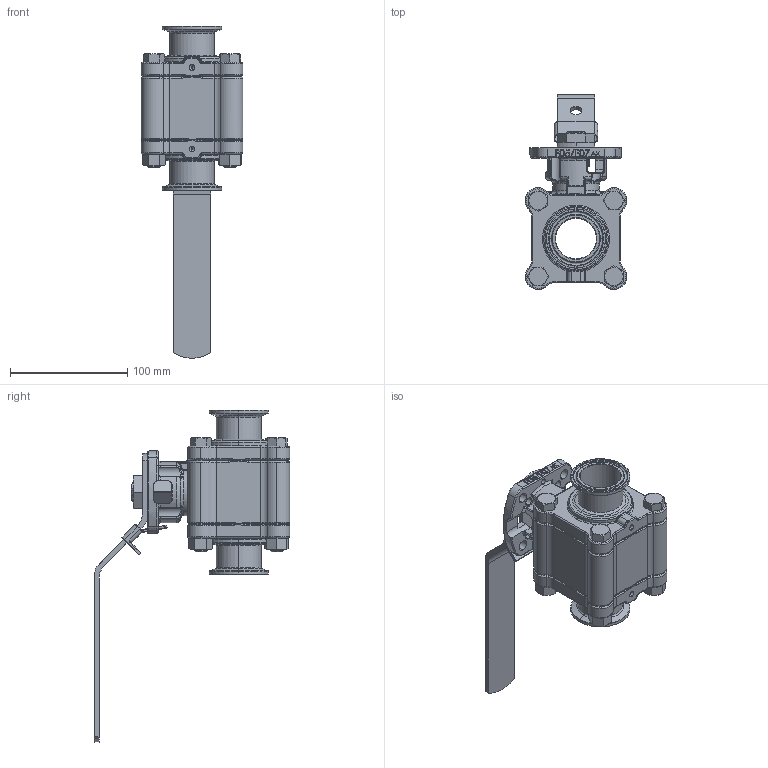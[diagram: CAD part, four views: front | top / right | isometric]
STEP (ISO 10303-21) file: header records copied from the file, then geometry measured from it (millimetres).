
FILE_DESCRIPTION (( 'STEP AP214' ), '1' );
FILE_NAME ('H78-SA-0150.STEP', '2018-12-06T20:43:53', ( '' ), ( '' ), 'SwSTEP 2.0', 'SolidWorks 2018', '' );
FILE_SCHEMA (( 'AUTOMOTIVE_DESIGN' ));
Length unit declared in the file: inch
Products named in the file (1): H78-SA-0150
Bounding box: 86.7 x 166.34 x 282.95 mm (x, y, z)
Surface area: 121548.3 mm2 (no closed solid volume)
Topology: 0 solids, 19 shells, 1023 faces, 2863 edges, 1750 vertices
Faces by surface type: plane 317, cylinder 271, torus 197, bspline 122, cone 97, sphere 19
Entity records: 59116 total; most frequent: CARTESIAN_POINT 20723, DIRECTION 5242, ORIENTED_EDGE 5036, EDGE_CURVE 2803, AXIS2_PLACEMENT_3D 2018, VERTEX_POINT 1748, VECTOR 1206, LINE 1206
